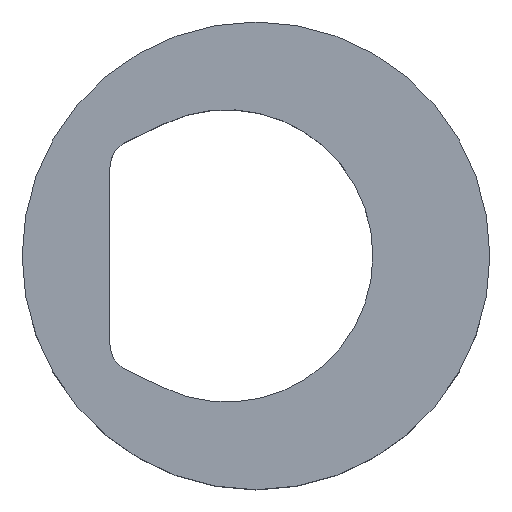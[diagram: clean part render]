
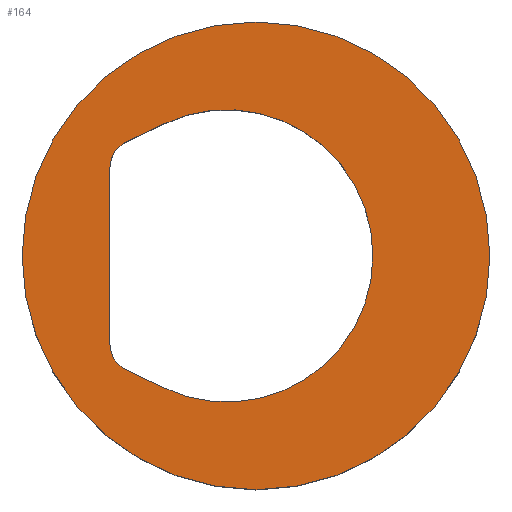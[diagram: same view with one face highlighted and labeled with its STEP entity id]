
A CAD part, top view. The second image highlights one B-rep face of the part: STEP entity #164.
In plain terms, the highlighted planar face has unit normal (0, 0, 1).
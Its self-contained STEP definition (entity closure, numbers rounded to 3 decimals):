
#15=FACE_BOUND('',#46,.T.);
#18=CIRCLE('',#183,0.5);
#20=CIRCLE('',#187,2.5);
#22=CIRCLE('',#191,0.5);
#23=CIRCLE('',#193,4.);
#36=FACE_OUTER_BOUND('',#45,.T.);
#45=EDGE_LOOP('',(#138));
#46=EDGE_LOOP('',(#139,#140,#141,#142,#143,#144));
#51=LINE('',#254,#64);
#55=LINE('',#266,#68);
#59=LINE('',#278,#72);
#64=VECTOR('',#203,10.);
#68=VECTOR('',#215,10.);
#72=VECTOR('',#227,10.);
#77=VERTEX_POINT('',#251);
#78=VERTEX_POINT('',#253);
#80=VERTEX_POINT('',#259);
#82=VERTEX_POINT('',#265);
#84=VERTEX_POINT('',#271);
#86=VERTEX_POINT('',#277);
#87=VERTEX_POINT('',#284);
#91=EDGE_CURVE('',#78,#77,#51,.T.);
#94=EDGE_CURVE('',#80,#78,#18,.T.);
#97=EDGE_CURVE('',#82,#80,#55,.T.);
#100=EDGE_CURVE('',#84,#82,#20,.T.);
#103=EDGE_CURVE('',#86,#84,#59,.T.);
#106=EDGE_CURVE('',#77,#86,#22,.T.);
#107=EDGE_CURVE('',#87,#87,#23,.T.);
#138=ORIENTED_EDGE('',*,*,#107,.T.);
#139=ORIENTED_EDGE('',*,*,#106,.T.);
#140=ORIENTED_EDGE('',*,*,#103,.T.);
#141=ORIENTED_EDGE('',*,*,#100,.T.);
#142=ORIENTED_EDGE('',*,*,#97,.T.);
#143=ORIENTED_EDGE('',*,*,#94,.T.);
#144=ORIENTED_EDGE('',*,*,#91,.T.);
#155=PLANE('',#195);
#164=ADVANCED_FACE('',(#36,#15),#155,.T.);
#183=AXIS2_PLACEMENT_3D('',#260,#209,#210);
#187=AXIS2_PLACEMENT_3D('',#272,#221,#222);
#191=AXIS2_PLACEMENT_3D('',#282,#233,#234);
#193=AXIS2_PLACEMENT_3D('',#285,#237,#238);
#195=AXIS2_PLACEMENT_3D('',#289,#242,#243);
#203=DIRECTION('',(0.,1.,0.));
#209=DIRECTION('center_axis',(0.,0.,-1.));
#210=DIRECTION('ref_axis',(1.,0.,0.));
#215=DIRECTION('',(-0.902,0.431,0.));
#221=DIRECTION('center_axis',(0.,0.,-1.));
#222=DIRECTION('ref_axis',(1.,0.,0.));
#227=DIRECTION('',(0.902,0.431,0.));
#233=DIRECTION('center_axis',(0.,0.,-1.));
#234=DIRECTION('ref_axis',(1.,0.,0.));
#237=DIRECTION('center_axis',(0.,0.,1.));
#238=DIRECTION('ref_axis',(1.,0.,0.));
#242=DIRECTION('center_axis',(0.,0.,1.));
#243=DIRECTION('ref_axis',(1.,0.,0.));
#251=CARTESIAN_POINT('',(-2.5,1.5,2.5));
#253=CARTESIAN_POINT('',(-2.5,-1.5,2.5));
#254=CARTESIAN_POINT('',(-2.5,1.5,2.5));
#259=CARTESIAN_POINT('',(-2.215,-1.951,2.5));
#260=CARTESIAN_POINT('Origin',(-2.,-1.5,2.5));
#265=CARTESIAN_POINT('',(-1.577,-2.256,2.5));
#266=CARTESIAN_POINT('',(-2.809,-1.668,2.5));
#271=CARTESIAN_POINT('',(-1.577,2.256,2.5));
#272=CARTESIAN_POINT('Origin',(-0.5,0.,2.5));
#277=CARTESIAN_POINT('',(-2.215,1.951,2.5));
#278=CARTESIAN_POINT('',(-2.809,1.668,2.5));
#282=CARTESIAN_POINT('Origin',(-2.,1.5,2.5));
#284=CARTESIAN_POINT('',(-4.,0.,2.5));
#285=CARTESIAN_POINT('Origin',(0.,0.,2.5));
#289=CARTESIAN_POINT('Origin',(0.,0.,2.5));
